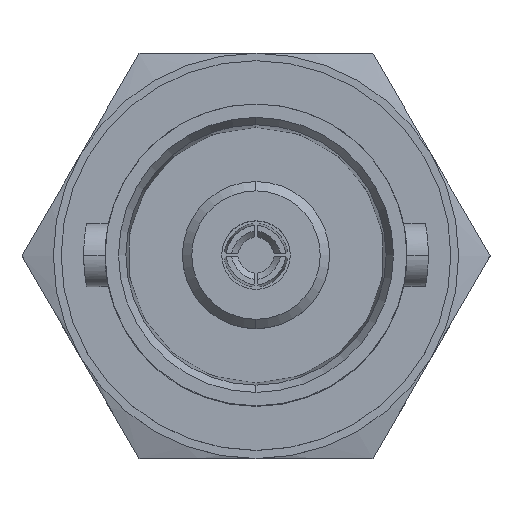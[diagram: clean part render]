
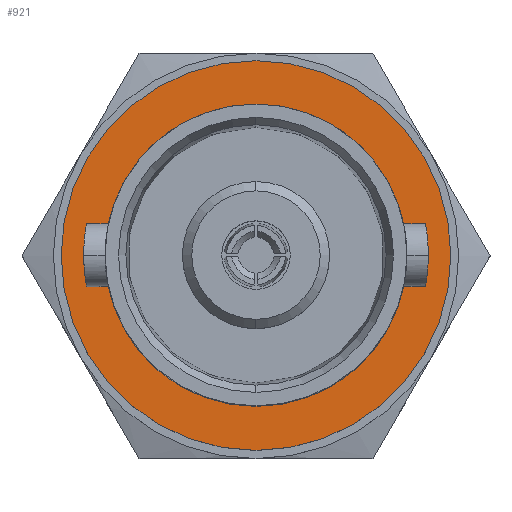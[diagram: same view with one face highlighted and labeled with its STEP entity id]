
A CAD part, top view. The second image highlights one B-rep face of the part: STEP entity #921.
In plain terms, the highlighted planar face has unit normal (0, 0, 1).
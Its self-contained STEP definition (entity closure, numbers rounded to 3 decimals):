
#492 = DIRECTION ( 'NONE',  ( 0., 0., 1. ) ) ;
#803 = AXIS2_PLACEMENT_3D ( 'NONE', #7058, #2078, #1224 ) ;
#814 = VERTEX_POINT ( 'NONE', #10691 ) ;
#921 = ADVANCED_FACE ( 'NONE', ( #6142, #10345 ), #5529, .F. ) ;
#1094 = CARTESIAN_POINT ( 'NONE',  ( 0., 0., -11. ) ) ;
#1164 = AXIS2_PLACEMENT_3D ( 'NONE', #6919, #1820, #7760 ) ;
#1224 = DIRECTION ( 'NONE',  ( 0., 1., 0. ) ) ;
#1676 = AXIS2_PLACEMENT_3D ( 'NONE', #7459, #2365, #8287 ) ;
#1820 = DIRECTION ( 'NONE',  ( 0., 0., 1. ) ) ;
#1948 = DIRECTION ( 'NONE',  ( 0., -1., 0. ) ) ;
#2078 = DIRECTION ( 'NONE',  ( 0., 0., -1. ) ) ;
#2365 = DIRECTION ( 'NONE',  ( 0., 0., 1. ) ) ;
#2743 = VERTEX_POINT ( 'NONE', #5383 ) ;
#3614 = CARTESIAN_POINT ( 'NONE',  ( 0., -4.84, -11. ) ) ;
#3644 = EDGE_LOOP ( 'NONE', ( #8032, #8448 ) ) ;
#3718 = CIRCLE ( 'NONE', #1164, 6.25 ) ;
#5023 = EDGE_CURVE ( 'NONE', #2743, #814, #3718, .T. ) ;
#5334 = ORIENTED_EDGE ( 'NONE', *, *, #5023, .T. ) ;
#5383 = CARTESIAN_POINT ( 'NONE',  ( 0., -6.25, -11. ) ) ;
#5527 = CIRCLE ( 'NONE', #1676, 4.84 ) ;
#5529 = PLANE ( 'NONE',  #803 ) ;
#5573 = CARTESIAN_POINT ( 'NONE',  ( 0., 0., -11. ) ) ;
#6142 = FACE_BOUND ( 'NONE', #3644, .T. ) ;
#6260 = CARTESIAN_POINT ( 'NONE',  ( 0., 4.84, -11. ) ) ;
#6357 = EDGE_CURVE ( 'NONE', #8677, #7996, #5527, .T. ) ;
#6434 = DIRECTION ( 'NONE',  ( 0., -1., 0. ) ) ;
#6826 = EDGE_CURVE ( 'NONE', #814, #2743, #9602, .T. ) ;
#6919 = CARTESIAN_POINT ( 'NONE',  ( 0., 0., -11. ) ) ;
#7045 = DIRECTION ( 'NONE',  ( 0., 0., 1. ) ) ;
#7058 = CARTESIAN_POINT ( 'NONE',  ( 0., 4.84, -11. ) ) ;
#7089 = EDGE_CURVE ( 'NONE', #7996, #8677, #10373, .T. ) ;
#7459 = CARTESIAN_POINT ( 'NONE',  ( 0., 0., -11. ) ) ;
#7760 = DIRECTION ( 'NONE',  ( 0., -1., 0. ) ) ;
#7996 = VERTEX_POINT ( 'NONE', #3614 ) ;
#8032 = ORIENTED_EDGE ( 'NONE', *, *, #7089, .F. ) ;
#8197 = EDGE_LOOP ( 'NONE', ( #5334, #8705 ) ) ;
#8287 = DIRECTION ( 'NONE',  ( 0., -1., 0. ) ) ;
#8448 = ORIENTED_EDGE ( 'NONE', *, *, #6357, .F. ) ;
#8677 = VERTEX_POINT ( 'NONE', #6260 ) ;
#8705 = ORIENTED_EDGE ( 'NONE', *, *, #6826, .T. ) ;
#9602 = CIRCLE ( 'NONE', #9823, 6.25 ) ;
#9764 = AXIS2_PLACEMENT_3D ( 'NONE', #1094, #7045, #1948 ) ;
#9823 = AXIS2_PLACEMENT_3D ( 'NONE', #5573, #492, #6434 ) ;
#10345 = FACE_OUTER_BOUND ( 'NONE', #8197, .T. ) ;
#10373 = CIRCLE ( 'NONE', #9764, 4.84 ) ;
#10691 = CARTESIAN_POINT ( 'NONE',  ( 0., 6.25, -11. ) ) ;
